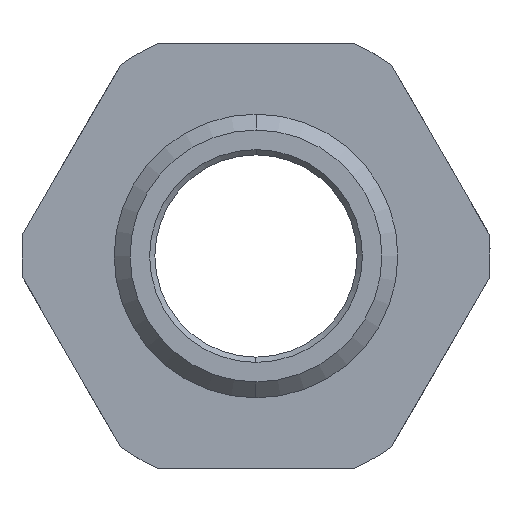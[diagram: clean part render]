
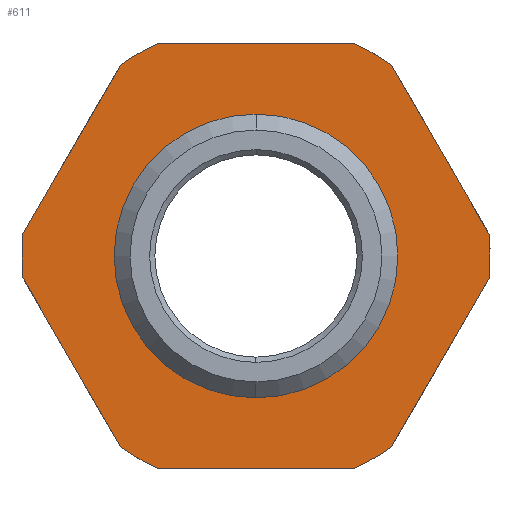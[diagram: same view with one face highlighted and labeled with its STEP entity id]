
A CAD part, left-side view. The second image highlights one B-rep face of the part: STEP entity #611.
In plain terms, the highlighted planar face has unit normal (-1, 0, 0).
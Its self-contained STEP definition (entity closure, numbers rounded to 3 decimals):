
#25 = PLANE ( 'NONE',  #1940 ) ;
#134 = EDGE_CURVE ( 'NONE', #1117, #248, #1253, .T. ) ;
#157 = VERTEX_POINT ( 'NONE', #2980 ) ;
#194 = VERTEX_POINT ( 'NONE', #1923 ) ;
#248 = VERTEX_POINT ( 'NONE', #396 ) ;
#298 = LINE ( 'NONE', #1070, #3052 ) ;
#301 = CARTESIAN_POINT ( 'NONE',  ( 12.3, 0.008, -13.7 ) ) ;
#314 = ORIENTED_EDGE ( 'NONE', *, *, #3107, .F. ) ;
#319 = CARTESIAN_POINT ( 'NONE',  ( 12.3, -5.493, -12.003 ) ) ;
#322 = EDGE_CURVE ( 'NONE', #2139, #1588, #2603, .T. ) ;
#327 = CARTESIAN_POINT ( 'NONE',  ( 12.3, 13.141, 1.245 ) ) ;
#330 = VECTOR ( 'NONE', #1482, 1000. ) ;
#366 = ORIENTED_EDGE ( 'NONE', *, *, #2902, .F. ) ;
#382 = CARTESIAN_POINT ( 'NONE',  ( 12.3, -5.493, -12.003 ) ) ;
#396 = CARTESIAN_POINT ( 'NONE',  ( 12.3, -7.649, 10.758 ) ) ;
#428 = CARTESIAN_POINT ( 'NONE',  ( 12.3, 0., 0. ) ) ;
#501 = FACE_OUTER_BOUND ( 'NONE', #2445, .T. ) ;
#514 = AXIS2_PLACEMENT_3D ( 'NONE', #2860, #2316, #2546 ) ;
#533 = DIRECTION ( 'NONE',  ( 0., 0.001, -1. ) ) ;
#541 = AXIS2_PLACEMENT_3D ( 'NONE', #1290, #1277, #3092 ) ;
#611 = ADVANCED_FACE ( 'NONE', ( #1992, #501 ), #25, .F. ) ;
#656 = ORIENTED_EDGE ( 'NONE', *, *, #2500, .F. ) ;
#667 = CARTESIAN_POINT ( 'NONE',  ( 12.3, 5.493, 12.003 ) ) ;
#705 = CARTESIAN_POINT ( 'NONE',  ( 12.3, -7.649, 10.758 ) ) ;
#710 = VERTEX_POINT ( 'NONE', #2659 ) ;
#762 = CARTESIAN_POINT ( 'NONE',  ( 12.3, 7.649, -10.758 ) ) ;
#776 = VERTEX_POINT ( 'NONE', #382 ) ;
#802 = ORIENTED_EDGE ( 'NONE', *, *, #2301, .F. ) ;
#839 = DIRECTION ( 'NONE',  ( 1., 0., 0. ) ) ;
#847 = CARTESIAN_POINT ( 'NONE',  ( 12.3, 0., 0. ) ) ;
#853 = AXIS2_PLACEMENT_3D ( 'NONE', #847, #1389, #1653 ) ;
#855 = CIRCLE ( 'NONE', #2344, 13.2 ) ;
#860 = CIRCLE ( 'NONE', #2979, 8. ) ;
#912 = CARTESIAN_POINT ( 'NONE',  ( 12.3, 7.649, -10.758 ) ) ;
#957 = EDGE_CURVE ( 'NONE', #1594, #776, #3220, .T. ) ;
#1027 = ORIENTED_EDGE ( 'NONE', *, *, #1332, .F. ) ;
#1046 = EDGE_CURVE ( 'NONE', #1054, #1594, #3140, .T. ) ;
#1054 = VERTEX_POINT ( 'NONE', #1869 ) ;
#1070 = CARTESIAN_POINT ( 'NONE',  ( 12.3, 13.141, 1.245 ) ) ;
#1107 = ORIENTED_EDGE ( 'NONE', *, *, #957, .F. ) ;
#1114 = EDGE_CURVE ( 'NONE', #776, #710, #2297, .T. ) ;
#1117 = VERTEX_POINT ( 'NONE', #1331 ) ;
#1195 = EDGE_CURVE ( 'NONE', #2609, #1054, #3352, .T. ) ;
#1228 = ORIENTED_EDGE ( 'NONE', *, *, #1195, .F. ) ;
#1253 = CIRCLE ( 'NONE', #2627, 13.2 ) ;
#1277 = DIRECTION ( 'NONE',  ( 1., 0., 0. ) ) ;
#1290 = CARTESIAN_POINT ( 'NONE',  ( 12.3, 0., 0. ) ) ;
#1306 = DIRECTION ( 'NONE',  ( 0., 0.001, -1. ) ) ;
#1331 = CARTESIAN_POINT ( 'NONE',  ( 12.3, -5.506, 11.997 ) ) ;
#1332 = EDGE_CURVE ( 'NONE', #194, #1656, #1488, .T. ) ;
#1389 = DIRECTION ( 'NONE',  ( 1., 0., 0. ) ) ;
#1457 = VECTOR ( 'NONE', #2612, 1000. ) ;
#1482 = DIRECTION ( 'NONE',  ( 0., -0.5, -0.866 ) ) ;
#1488 = CIRCLE ( 'NONE', #1587, 13.2 ) ;
#1511 = CARTESIAN_POINT ( 'NONE',  ( 12.3, -13.143, 1.23 ) ) ;
#1547 = CARTESIAN_POINT ( 'NONE',  ( 12.3, 0.004, -8. ) ) ;
#1571 = EDGE_CURVE ( 'NONE', #710, #2425, #2416, .T. ) ;
#1587 = AXIS2_PLACEMENT_3D ( 'NONE', #2632, #2610, #2373 ) ;
#1588 = VERTEX_POINT ( 'NONE', #1547 ) ;
#1594 = VERTEX_POINT ( 'NONE', #3202 ) ;
#1610 = CARTESIAN_POINT ( 'NONE',  ( 12.3, -0.004, 8. ) ) ;
#1653 = DIRECTION ( 'NONE',  ( 0., 0.001, -1. ) ) ;
#1656 = VERTEX_POINT ( 'NONE', #327 ) ;
#1689 = VECTOR ( 'NONE', #1771, 1000. ) ;
#1706 = ORIENTED_EDGE ( 'NONE', *, *, #2411, .F. ) ;
#1733 = VECTOR ( 'NONE', #1760, 1000. ) ;
#1750 = ORIENTED_EDGE ( 'NONE', *, *, #322, .F. ) ;
#1760 = DIRECTION ( 'NONE',  ( 0., 0.5, 0.866 ) ) ;
#1771 = DIRECTION ( 'NONE',  ( 0., -1., -0.001 ) ) ;
#1843 = LINE ( 'NONE', #705, #330 ) ;
#1869 = CARTESIAN_POINT ( 'NONE',  ( 12.3, -13.141, -1.245 ) ) ;
#1923 = CARTESIAN_POINT ( 'NONE',  ( 12.3, 13.143, -1.23 ) ) ;
#1924 = ORIENTED_EDGE ( 'NONE', *, *, #1046, .F. ) ;
#1940 = AXIS2_PLACEMENT_3D ( 'NONE', #301, #2106, #533 ) ;
#1992 = FACE_BOUND ( 'NONE', #2913, .T. ) ;
#2000 = CARTESIAN_POINT ( 'NONE',  ( 12.3, 0., 0. ) ) ;
#2017 = CARTESIAN_POINT ( 'NONE',  ( 12.3, 0., 0. ) ) ;
#2106 = DIRECTION ( 'NONE',  ( 1., 0., 0. ) ) ;
#2139 = VERTEX_POINT ( 'NONE', #1610 ) ;
#2297 = LINE ( 'NONE', #319, #1457 ) ;
#2301 = EDGE_CURVE ( 'NONE', #2425, #194, #3106, .T. ) ;
#2316 = DIRECTION ( 'NONE',  ( 1., 0., 0. ) ) ;
#2317 = ORIENTED_EDGE ( 'NONE', *, *, #134, .F. ) ;
#2344 = AXIS2_PLACEMENT_3D ( 'NONE', #2423, #839, #2380 ) ;
#2373 = DIRECTION ( 'NONE',  ( 0., 0.001, -1. ) ) ;
#2380 = DIRECTION ( 'NONE',  ( 0., 0.001, -1. ) ) ;
#2411 = EDGE_CURVE ( 'NONE', #2827, #1117, #2685, .T. ) ;
#2416 = CIRCLE ( 'NONE', #541, 13.2 ) ;
#2423 = CARTESIAN_POINT ( 'NONE',  ( 12.3, 0., 0. ) ) ;
#2425 = VERTEX_POINT ( 'NONE', #762 ) ;
#2445 = EDGE_LOOP ( 'NONE', ( #2511, #1027, #802, #3082, #2918, #1107, #1924, #1228, #366, #2317, #1706, #314 ) ) ;
#2500 = EDGE_CURVE ( 'NONE', #1588, #2139, #860, .T. ) ;
#2502 = DIRECTION ( 'NONE',  ( -1., 0., 0. ) ) ;
#2503 = CARTESIAN_POINT ( 'NONE',  ( 12.3, 5.493, 12.003 ) ) ;
#2511 = ORIENTED_EDGE ( 'NONE', *, *, #2535, .F. ) ;
#2515 = VECTOR ( 'NONE', #3191, 1000. ) ;
#2535 = EDGE_CURVE ( 'NONE', #1656, #157, #298, .T. ) ;
#2546 = DIRECTION ( 'NONE',  ( 0., 0.001, -1. ) ) ;
#2603 = CIRCLE ( 'NONE', #2667, 8. ) ;
#2609 = VERTEX_POINT ( 'NONE', #1511 ) ;
#2610 = DIRECTION ( 'NONE',  ( 1., 0., 0. ) ) ;
#2612 = DIRECTION ( 'NONE',  ( 0., 1., 0.001 ) ) ;
#2618 = DIRECTION ( 'NONE',  ( -1., 0., 0. ) ) ;
#2627 = AXIS2_PLACEMENT_3D ( 'NONE', #428, #3051, #1306 ) ;
#2632 = CARTESIAN_POINT ( 'NONE',  ( 12.3, 0., 0. ) ) ;
#2659 = CARTESIAN_POINT ( 'NONE',  ( 12.3, 5.506, -11.997 ) ) ;
#2667 = AXIS2_PLACEMENT_3D ( 'NONE', #2000, #2502, #3353 ) ;
#2685 = LINE ( 'NONE', #667, #1689 ) ;
#2827 = VERTEX_POINT ( 'NONE', #2503 ) ;
#2860 = CARTESIAN_POINT ( 'NONE',  ( 12.3, 0., 0. ) ) ;
#2889 = DIRECTION ( 'NONE',  ( 0., -0.001, 1. ) ) ;
#2900 = CARTESIAN_POINT ( 'NONE',  ( 12.3, -13.141, -1.245 ) ) ;
#2902 = EDGE_CURVE ( 'NONE', #248, #2609, #1843, .T. ) ;
#2913 = EDGE_LOOP ( 'NONE', ( #656, #1750 ) ) ;
#2918 = ORIENTED_EDGE ( 'NONE', *, *, #1114, .F. ) ;
#2979 = AXIS2_PLACEMENT_3D ( 'NONE', #2017, #2618, #2889 ) ;
#2980 = CARTESIAN_POINT ( 'NONE',  ( 12.3, 7.637, 10.767 ) ) ;
#3001 = DIRECTION ( 'NONE',  ( 0., -0.5, 0.866 ) ) ;
#3051 = DIRECTION ( 'NONE',  ( 1., 0., 0. ) ) ;
#3052 = VECTOR ( 'NONE', #3001, 1000. ) ;
#3082 = ORIENTED_EDGE ( 'NONE', *, *, #1571, .F. ) ;
#3092 = DIRECTION ( 'NONE',  ( 0., 0.001, -1. ) ) ;
#3106 = LINE ( 'NONE', #912, #1733 ) ;
#3107 = EDGE_CURVE ( 'NONE', #157, #2827, #855, .T. ) ;
#3140 = LINE ( 'NONE', #2900, #2515 ) ;
#3191 = DIRECTION ( 'NONE',  ( 0., 0.5, -0.866 ) ) ;
#3202 = CARTESIAN_POINT ( 'NONE',  ( 12.3, -7.637, -10.767 ) ) ;
#3220 = CIRCLE ( 'NONE', #514, 13.2 ) ;
#3352 = CIRCLE ( 'NONE', #853, 13.2 ) ;
#3353 = DIRECTION ( 'NONE',  ( 0., -0.001, 1. ) ) ;
